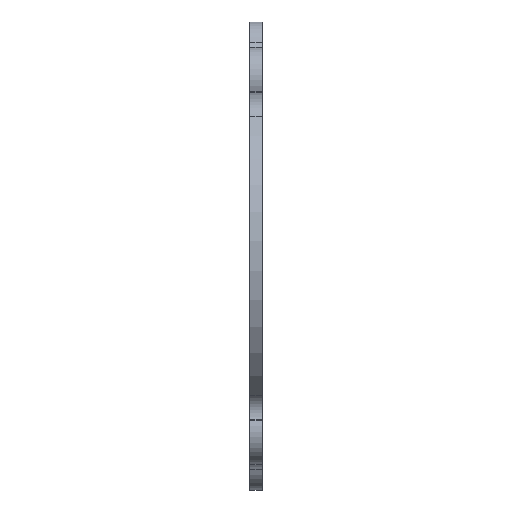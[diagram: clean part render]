
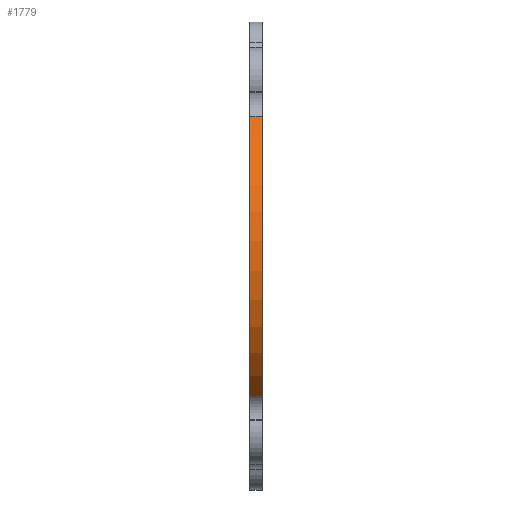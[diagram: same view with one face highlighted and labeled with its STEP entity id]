
A CAD part, left-side view. The second image highlights one B-rep face of the part: STEP entity #1779.
In plain terms, the highlighted cylindrical face has radius 44.45 mm (diameter 88.9 mm), a partial arc.
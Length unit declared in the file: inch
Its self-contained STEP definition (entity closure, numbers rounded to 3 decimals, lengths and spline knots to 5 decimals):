
#78 = AXIS2_PLACEMENT_3D ( 'NONE', #1406, #143, #697 ) ;
#79 = CIRCLE ( 'NONE', #1191, 1.75 ) ;
#143 = DIRECTION ( 'NONE',  ( 0., -1., 0. ) ) ;
#311 = EDGE_CURVE ( 'NONE', #317, #615, #394, .T. ) ;
#317 = VERTEX_POINT ( 'NONE', #965 ) ;
#328 = DIRECTION ( 'NONE',  ( 0., 0., 1. ) ) ;
#380 = CARTESIAN_POINT ( 'NONE',  ( -1.07238, 0.125, -1.38293 ) ) ;
#394 = LINE ( 'NONE', #380, #930 ) ;
#462 = VERTEX_POINT ( 'NONE', #1125 ) ;
#507 = CARTESIAN_POINT ( 'NONE',  ( 0., 0.125, 0. ) ) ;
#541 = DIRECTION ( 'NONE',  ( 0., -1., 0. ) ) ;
#588 = ORIENTED_EDGE ( 'NONE', *, *, #311, .T. ) ;
#590 = LINE ( 'NONE', #747, #862 ) ;
#610 = DIRECTION ( 'NONE',  ( 0., 1., 0. ) ) ;
#615 = VERTEX_POINT ( 'NONE', #1469 ) ;
#616 = CARTESIAN_POINT ( 'NONE',  ( 0., 0., 0. ) ) ;
#692 = EDGE_CURVE ( 'NONE', #317, #1263, #1226, .T. ) ;
#697 = DIRECTION ( 'NONE',  ( 0., 0., -1. ) ) ;
#747 = CARTESIAN_POINT ( 'NONE',  ( -1.07238, 0.125, 1.38293 ) ) ;
#809 = ORIENTED_EDGE ( 'NONE', *, *, #692, .F. ) ;
#862 = VECTOR ( 'NONE', #610, 39.37008 ) ;
#930 = VECTOR ( 'NONE', #541, 39.37008 ) ;
#965 = CARTESIAN_POINT ( 'NONE',  ( -1.07238, 0.125, -1.38293 ) ) ;
#978 = EDGE_CURVE ( 'NONE', #615, #462, #79, .T. ) ;
#1022 = EDGE_LOOP ( 'NONE', ( #809, #588, #1366, #1384 ) ) ;
#1035 = DIRECTION ( 'NONE',  ( 0., 1., 0. ) ) ;
#1072 = DIRECTION ( 'NONE',  ( 0., 1., 0. ) ) ;
#1125 = CARTESIAN_POINT ( 'NONE',  ( -1.07238, 0., 1.38293 ) ) ;
#1191 = AXIS2_PLACEMENT_3D ( 'NONE', #616, #1035, #328 ) ;
#1226 = CIRCLE ( 'NONE', #1468, 1.75 ) ;
#1263 = VERTEX_POINT ( 'NONE', #1670 ) ;
#1366 = ORIENTED_EDGE ( 'NONE', *, *, #978, .T. ) ;
#1384 = ORIENTED_EDGE ( 'NONE', *, *, #1540, .T. ) ;
#1406 = CARTESIAN_POINT ( 'NONE',  ( 0., 0.125, 0. ) ) ;
#1414 = CYLINDRICAL_SURFACE ( 'NONE', #78, 1.75 ) ;
#1468 = AXIS2_PLACEMENT_3D ( 'NONE', #507, #1072, #1633 ) ;
#1469 = CARTESIAN_POINT ( 'NONE',  ( -1.07238, 0., -1.38293 ) ) ;
#1540 = EDGE_CURVE ( 'NONE', #462, #1263, #590, .T. ) ;
#1633 = DIRECTION ( 'NONE',  ( 0., 0., 1. ) ) ;
#1670 = CARTESIAN_POINT ( 'NONE',  ( -1.07238, 0.125, 1.38293 ) ) ;
#1690 = FACE_OUTER_BOUND ( 'NONE', #1022, .T. ) ;
#1779 = ADVANCED_FACE ( 'NONE', ( #1690 ), #1414, .T. ) ;
